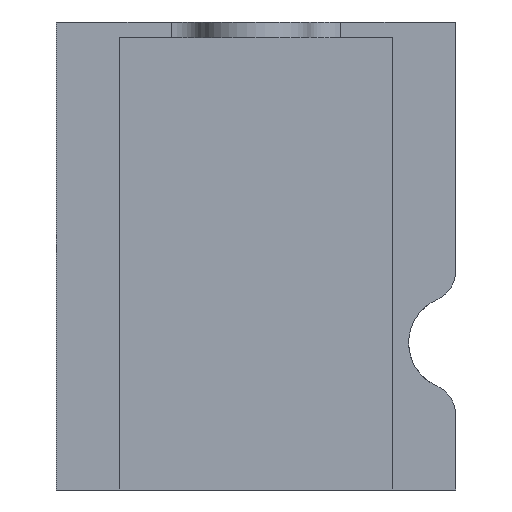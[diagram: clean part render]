
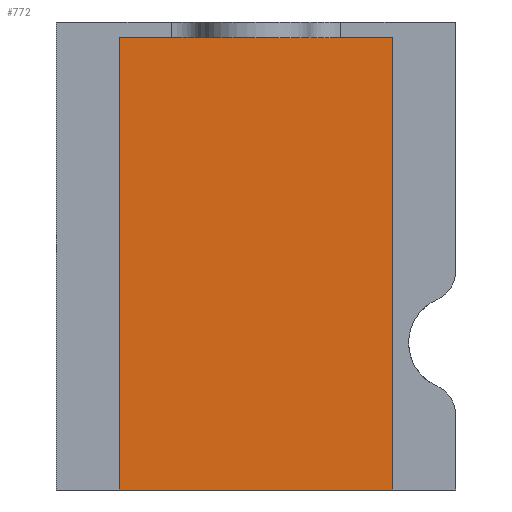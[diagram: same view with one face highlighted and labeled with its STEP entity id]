
A CAD part, front view. The second image highlights one B-rep face of the part: STEP entity #772.
In plain terms, the highlighted planar face has unit normal (0, -1, 0).
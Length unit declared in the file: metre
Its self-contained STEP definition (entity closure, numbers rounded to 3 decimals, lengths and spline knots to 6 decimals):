
#37=CIRCLE('',#839,0.006);
#185=ORIENTED_EDGE('',*,*,#262,.T.);
#186=ORIENTED_EDGE('',*,*,#348,.T.);
#187=ORIENTED_EDGE('',*,*,#345,.T.);
#188=ORIENTED_EDGE('',*,*,#349,.T.);
#189=ORIENTED_EDGE('',*,*,#350,.F.);
#190=ORIENTED_EDGE('',*,*,#325,.T.);
#262=EDGE_CURVE('',#372,#371,#446,.T.);
#325=EDGE_CURVE('',#420,#372,#497,.T.);
#345=EDGE_CURVE('',#434,#435,#513,.T.);
#348=EDGE_CURVE('',#371,#434,#37,.T.);
#349=EDGE_CURVE('',#435,#436,#516,.T.);
#350=EDGE_CURVE('',#420,#436,#517,.T.);
#371=VERTEX_POINT('',#1070);
#372=VERTEX_POINT('',#1072);
#420=VERTEX_POINT('',#1217);
#434=VERTEX_POINT('',#1257);
#435=VERTEX_POINT('',#1258);
#436=VERTEX_POINT('',#1264);
#446=LINE('',#1071,#534);
#497=LINE('',#1216,#585);
#513=LINE('',#1256,#601);
#516=LINE('',#1263,#604);
#517=LINE('',#1265,#605);
#534=VECTOR('',#864,1.);
#585=VECTOR('',#969,1.);
#601=VECTOR('',#1005,1.);
#604=VECTOR('',#1012,1.);
#605=VECTOR('',#1013,1.);
#652=EDGE_LOOP('',(#185,#186,#187,#188,#189,#190));
#702=FACE_BOUND('',#652,.T.);
#741=PLANE('',#838);
#772=ADVANCED_FACE('',(#702),#741,.F.);
#838=AXIS2_PLACEMENT_3D('',#1261,#1008,#1009);
#839=AXIS2_PLACEMENT_3D('',#1262,#1010,#1011);
#864=DIRECTION('',(0.,0.,1.));
#969=DIRECTION('',(1.,0.,0.));
#1005=DIRECTION('',(0.,0.,1.));
#1008=DIRECTION('',(0.,1.,0.));
#1009=DIRECTION('',(-1.,0.,0.));
#1010=DIRECTION('',(0.,1.,0.));
#1011=DIRECTION('',(-1.,0.,0.));
#1012=DIRECTION('',(-1.,0.,0.));
#1013=DIRECTION('',(0.,0.,1.));
#1070=CARTESIAN_POINT('',(0.0225,-0.0145,-0.031196));
#1071=CARTESIAN_POINT('',(0.0225,-0.0145,-0.044802));
#1072=CARTESIAN_POINT('',(0.0225,-0.0145,-0.0448));
#1216=CARTESIAN_POINT('',(0.01125,-0.0145,-0.0448));
#1217=CARTESIAN_POINT('',(-0.0225,-0.0145,-0.0448));
#1256=CARTESIAN_POINT('',(0.0225,-0.0145,-0.044802));
#1257=CARTESIAN_POINT('',(0.0225,-0.0145,-0.020804));
#1258=CARTESIAN_POINT('',(0.0225,-0.0145,0.013));
#1261=CARTESIAN_POINT('',(0.01125,-0.0145,-0.044802));
#1262=CARTESIAN_POINT('',(0.0255,-0.0145,-0.026));
#1263=CARTESIAN_POINT('',(0.01125,-0.0145,0.013));
#1264=CARTESIAN_POINT('',(-0.0225,-0.0145,0.013));
#1265=CARTESIAN_POINT('',(-0.0225,-0.0145,-0.044802));
